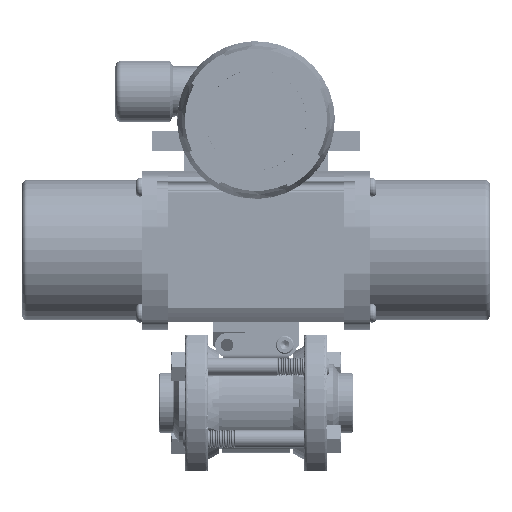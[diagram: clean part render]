
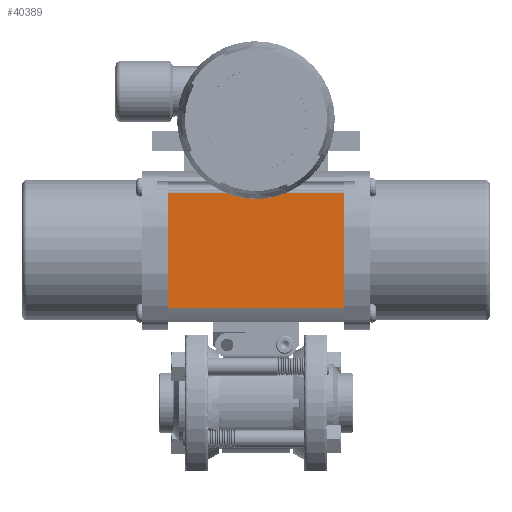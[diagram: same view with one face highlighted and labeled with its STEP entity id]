
A CAD part, top view. The second image highlights one B-rep face of the part: STEP entity #40389.
In plain terms, the highlighted planar face has unit normal (0, 0, 1).
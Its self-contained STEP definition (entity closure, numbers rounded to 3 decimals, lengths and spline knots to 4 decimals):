
#22546 = VERTEX_POINT ( 'NONE', #129548 ) ;
#24372 = LINE ( 'NONE', #45526, #193944 ) ;
#33049 = VECTOR ( 'NONE', #163034, 39.3701 ) ;
#33456 = LINE ( 'NONE', #132268, #71994 ) ;
#35840 = DIRECTION ( 'NONE',  ( 0., 0., -1. ) ) ;
#36040 = EDGE_LOOP ( 'NONE', ( #127985, #201261, #51114, #111548 ) ) ;
#40389 = ADVANCED_FACE ( 'NONE', ( #61856 ), #134190, .F. ) ;
#45526 = CARTESIAN_POINT ( 'NONE',  ( 1.5275, 3.6544, 1.17 ) ) ;
#50360 = DIRECTION ( 'NONE',  ( -1., 0., 0. ) ) ;
#51114 = ORIENTED_EDGE ( 'NONE', *, *, #58857, .F. ) ;
#58857 = EDGE_CURVE ( 'NONE', #63045, #22546, #107891, .T. ) ;
#61856 = FACE_OUTER_BOUND ( 'NONE', #36040, .T. ) ;
#63045 = VERTEX_POINT ( 'NONE', #134153 ) ;
#71994 = VECTOR ( 'NONE', #50360, 39.3701 ) ;
#95200 = DIRECTION ( 'NONE',  ( 0., -1., 0. ) ) ;
#97494 = CARTESIAN_POINT ( 'NONE',  ( 1.5275, 3.6471, 1.17 ) ) ;
#101228 = CARTESIAN_POINT ( 'NONE',  ( -5.0403, 3.6544, 1.17 ) ) ;
#104273 = VERTEX_POINT ( 'NONE', #195900 ) ;
#107891 = LINE ( 'NONE', #123608, #184883 ) ;
#111548 = ORIENTED_EDGE ( 'NONE', *, *, #155110, .T. ) ;
#120463 = LINE ( 'NONE', #146545, #33049 ) ;
#123608 = CARTESIAN_POINT ( 'NONE',  ( -1.5275, 3.6544, 1.17 ) ) ;
#126603 = VERTEX_POINT ( 'NONE', #97494 ) ;
#127985 = ORIENTED_EDGE ( 'NONE', *, *, #182276, .F. ) ;
#128035 = AXIS2_PLACEMENT_3D ( 'NONE', #101228, #35840, #150571 ) ;
#129548 = CARTESIAN_POINT ( 'NONE',  ( -1.5275, 3.6471, 1.17 ) ) ;
#132268 = CARTESIAN_POINT ( 'NONE',  ( -5.0403, 3.6471, 1.17 ) ) ;
#134153 = CARTESIAN_POINT ( 'NONE',  ( -1.5275, 1.6529, 1.17 ) ) ;
#134190 = PLANE ( 'NONE',  #128035 ) ;
#146545 = CARTESIAN_POINT ( 'NONE',  ( -5.0403, 1.6529, 1.17 ) ) ;
#150571 = DIRECTION ( 'NONE',  ( 0., -1., 0. ) ) ;
#155110 = EDGE_CURVE ( 'NONE', #63045, #104273, #120463, .T. ) ;
#163034 = DIRECTION ( 'NONE',  ( 1., 0., 0. ) ) ;
#182276 = EDGE_CURVE ( 'NONE', #126603, #104273, #24372, .T. ) ;
#184883 = VECTOR ( 'NONE', #187521, 39.3701 ) ;
#187521 = DIRECTION ( 'NONE',  ( 0., 1., 0. ) ) ;
#192091 = EDGE_CURVE ( 'NONE', #126603, #22546, #33456, .T. ) ;
#193944 = VECTOR ( 'NONE', #95200, 39.3701 ) ;
#195900 = CARTESIAN_POINT ( 'NONE',  ( 1.5275, 1.6529, 1.17 ) ) ;
#201261 = ORIENTED_EDGE ( 'NONE', *, *, #192091, .T. ) ;
